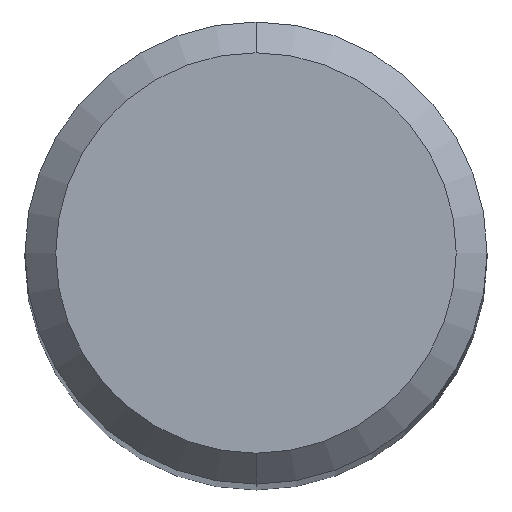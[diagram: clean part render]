
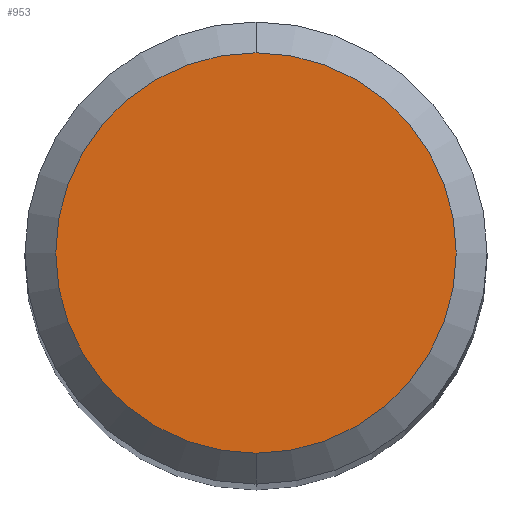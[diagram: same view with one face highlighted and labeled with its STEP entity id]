
A CAD part, top view. The second image highlights one B-rep face of the part: STEP entity #953.
In plain terms, the highlighted planar face has unit normal (0, 0, 1).
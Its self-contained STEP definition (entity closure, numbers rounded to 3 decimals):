
#663=EDGE_CURVE('',#1069,#1213,#1891,.T.);
#953=ADVANCED_FACE('',(#2201),#2202,.T.);
#1069=VERTEX_POINT('',#2331);
#1213=VERTEX_POINT('',#2489);
#1375=EDGE_CURVE('',#1213,#1069,#2673,.T.);
#1891=CIRCLE('',#3428,2.6);
#2201=FACE_OUTER_BOUND('',#5967,.T.);
#2202=PLANE('',#5968);
#2331=CARTESIAN_POINT('',(0.,-2.6,0.0));
#2489=CARTESIAN_POINT('',(0.0,2.6,0.0));
#2673=CIRCLE('',#10345,2.6);
#3428=AXIS2_PLACEMENT_3D('',#13358,#13359,#13360);
#5967=EDGE_LOOP('',(#13663,#13664));
#5968=AXIS2_PLACEMENT_3D('',#13665,#13666,#13667);
#10345=AXIS2_PLACEMENT_3D('',#14165,#14166,#14167);
#13358=CARTESIAN_POINT('',(0.0,0.0,0.0));
#13359=DIRECTION('',(0.0,0.0,-1.0));
#13360=DIRECTION('',(0.0,1.0,0.0));
#13663=ORIENTED_EDGE('',*,*,#1375,.F.);
#13664=ORIENTED_EDGE('',*,*,#663,.F.);
#13665=CARTESIAN_POINT('',(0.0,1.3,0.0));
#13666=DIRECTION('',(-0.0,0.0,1.0));
#13667=DIRECTION('',(0.0,-1.0,0.0));
#14165=CARTESIAN_POINT('',(0.0,0.0,0.0));
#14166=DIRECTION('',(0.0,0.0,-1.0));
#14167=DIRECTION('',(0.0,1.0,0.0));
